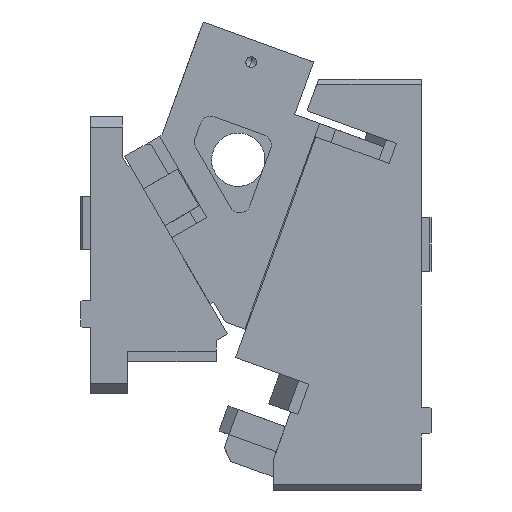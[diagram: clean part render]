
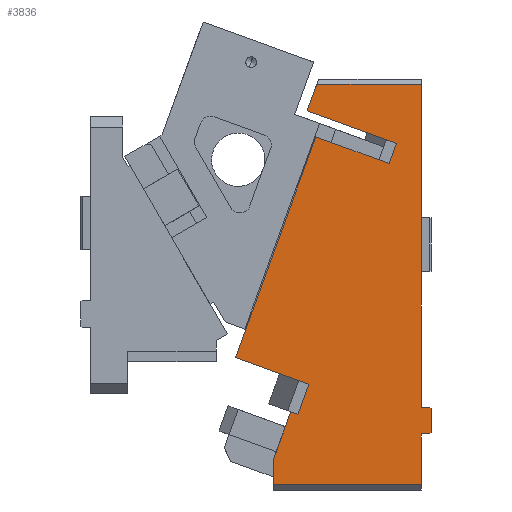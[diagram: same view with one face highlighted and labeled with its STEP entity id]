
A CAD part, left-side view. The second image highlights one B-rep face of the part: STEP entity #3836.
In plain terms, the highlighted planar face has unit normal (-1, 0, 0).
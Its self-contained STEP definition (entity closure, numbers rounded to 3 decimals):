
#215=CARTESIAN_POINT('Vertex',(-55.,-13.785,-391.927)) ;
#218=CARTESIAN_POINT('Line Origine',(-55.,-22.091,-369.103)) ;
#222=CARTESIAN_POINT('Vertex',(-55.,-30.398,-346.28)) ;
#508=CARTESIAN_POINT('Vertex',(-55.,-13.785,-414.648)) ;
#511=CARTESIAN_POINT('Line Origine',(-55.,-13.785,-403.287)) ;
#787=CARTESIAN_POINT('Line Origine',(-55.,-33.687,-347.477)) ;
#791=CARTESIAN_POINT('Vertex',(-55.,-36.976,-348.674)) ;
#991=CARTESIAN_POINT('Line Origine',(-55.,-83.285,-414.648)) ;
#995=CARTESIAN_POINT('Vertex',(-55.,-152.785,-414.648)) ;
#1349=CARTESIAN_POINT('Vertex',(-55.,-152.785,-367.148)) ;
#1352=CARTESIAN_POINT('Line Origine',(-55.,-152.785,-390.898)) ;
#1566=CARTESIAN_POINT('Vertex',(-55.,-152.785,-39.648)) ;
#1569=CARTESIAN_POINT('Line Origine',(-55.,-152.785,-190.898)) ;
#1573=CARTESIAN_POINT('Vertex',(-55.,-152.785,-342.148)) ;
#1970=CARTESIAN_POINT('Vertex',(-55.,-45.689,-64.517)) ;
#1975=CARTESIAN_POINT('Line Origine',(-55.,-50.215,-52.083)) ;
#1979=CARTESIAN_POINT('Vertex',(-55.,-54.741,-39.648)) ;
#2227=CARTESIAN_POINT('Vertex',(-55.,-129.322,-94.957)) ;
#2230=CARTESIAN_POINT('Line Origine',(-55.,-87.505,-79.737)) ;
#2414=CARTESIAN_POINT('Line Origine',(-55.,-125.902,-104.354)) ;
#2418=CARTESIAN_POINT('Vertex',(-55.,-122.481,-113.751)) ;
#2421=CARTESIAN_POINT('Line Origine',(-55.,-42.107,-334.579)) ;
#2425=CARTESIAN_POINT('Vertex',(-55.,-47.237,-320.483)) ;
#2483=CARTESIAN_POINT('Vertex',(-55.,-53.884,-88.784)) ;
#2486=CARTESIAN_POINT('Line Origine',(-55.,-88.183,-101.267)) ;
#2500=CARTESIAN_POINT('Line Origine',(-55.,-16.262,-192.15)) ;
#2504=CARTESIAN_POINT('Vertex',(-55.,21.361,-295.516)) ;
#2526=CARTESIAN_POINT('Line Origine',(-55.,-12.938,-308.)) ;
#2569=CARTESIAN_POINT('Line Origine',(-55.,-103.763,-39.648)) ;
#3682=CARTESIAN_POINT('Line Origine',(-55.,-156.785,-342.148)) ;
#3686=CARTESIAN_POINT('Vertex',(-55.,-160.785,-342.148)) ;
#3712=CARTESIAN_POINT('Vertex',(-55.,-161.785,-343.148)) ;
#3720=CARTESIAN_POINT('Line Origine',(-55.,-161.285,-342.648)) ;
#3732=CARTESIAN_POINT('Line Origine',(-55.,-156.785,-367.148)) ;
#3736=CARTESIAN_POINT('Vertex',(-55.,-160.785,-367.148)) ;
#3786=CARTESIAN_POINT('Line Origine',(-55.,-161.785,-354.648)) ;
#3790=CARTESIAN_POINT('Vertex',(-55.,-161.785,-366.148)) ;
#3805=CARTESIAN_POINT('Axis2P3D Location',(-55.,24.066,-342.419)) ;
#3810=CARTESIAN_POINT('Line Origine',(-55.,-161.285,-366.648)) ;
#219=DIRECTION('Vector Direction',(0.,-0.342,0.94)) ;
#512=DIRECTION('Vector Direction',(0.,0.,-1.)) ;
#788=DIRECTION('Vector Direction',(0.,-0.94,-0.342)) ;
#992=DIRECTION('Vector Direction',(0.,-1.,0.)) ;
#1353=DIRECTION('Vector Direction',(0.,0.,-1.)) ;
#1570=DIRECTION('Vector Direction',(0.,0.,-1.)) ;
#1976=DIRECTION('Vector Direction',(0.,-0.342,0.94)) ;
#2231=DIRECTION('Vector Direction',(0.,-0.94,-0.342)) ;
#2415=DIRECTION('Vector Direction',(0.,-0.342,0.94)) ;
#2422=DIRECTION('Vector Direction',(0.,-0.342,0.94)) ;
#2487=DIRECTION('Vector Direction',(0.,0.94,0.342)) ;
#2501=DIRECTION('Vector Direction',(0.,0.342,-0.94)) ;
#2527=DIRECTION('Vector Direction',(0.,0.94,0.342)) ;
#2570=DIRECTION('Vector Direction',(0.,1.,0.)) ;
#3683=DIRECTION('Vector Direction',(0.,-1.,0.)) ;
#3721=DIRECTION('Vector Direction',(0.,-0.707,-0.707)) ;
#3733=DIRECTION('Vector Direction',(0.,-1.,0.)) ;
#3787=DIRECTION('Vector Direction',(0.,0.,1.)) ;
#3806=DIRECTION('Axis2P3D Direction',(-1.,0.,0.)) ;
#3807=DIRECTION('Axis2P3D XDirection',(0.,0.,1.)) ;
#3811=DIRECTION('Vector Direction',(0.,0.707,-0.707)) ;
#3808=AXIS2_PLACEMENT_3D('Plane Axis2P3D',#3805,#3806,#3807) ;
#3816=ORIENTED_EDGE('',*,*,#3792,.F.) ;
#3817=ORIENTED_EDGE('',*,*,#3724,.F.) ;
#3818=ORIENTED_EDGE('',*,*,#3688,.F.) ;
#3819=ORIENTED_EDGE('',*,*,#1575,.F.) ;
#3820=ORIENTED_EDGE('',*,*,#2573,.T.) ;
#3821=ORIENTED_EDGE('',*,*,#1981,.F.) ;
#3822=ORIENTED_EDGE('',*,*,#2234,.T.) ;
#3823=ORIENTED_EDGE('',*,*,#2420,.F.) ;
#3824=ORIENTED_EDGE('',*,*,#2490,.T.) ;
#3825=ORIENTED_EDGE('',*,*,#2506,.T.) ;
#3826=ORIENTED_EDGE('',*,*,#2530,.F.) ;
#3827=ORIENTED_EDGE('',*,*,#2427,.F.) ;
#3828=ORIENTED_EDGE('',*,*,#793,.F.) ;
#3829=ORIENTED_EDGE('',*,*,#224,.F.) ;
#3830=ORIENTED_EDGE('',*,*,#515,.T.) ;
#3831=ORIENTED_EDGE('',*,*,#997,.T.) ;
#3832=ORIENTED_EDGE('',*,*,#1356,.F.) ;
#3833=ORIENTED_EDGE('',*,*,#3738,.T.) ;
#3834=ORIENTED_EDGE('',*,*,#3814,.F.) ;
#220=VECTOR('Line Direction',#219,1.) ;
#513=VECTOR('Line Direction',#512,1.) ;
#789=VECTOR('Line Direction',#788,1.) ;
#993=VECTOR('Line Direction',#992,1.) ;
#1354=VECTOR('Line Direction',#1353,1.) ;
#1571=VECTOR('Line Direction',#1570,1.) ;
#1977=VECTOR('Line Direction',#1976,1.) ;
#2232=VECTOR('Line Direction',#2231,1.) ;
#2416=VECTOR('Line Direction',#2415,1.) ;
#2423=VECTOR('Line Direction',#2422,1.) ;
#2488=VECTOR('Line Direction',#2487,1.) ;
#2502=VECTOR('Line Direction',#2501,1.) ;
#2528=VECTOR('Line Direction',#2527,1.) ;
#2571=VECTOR('Line Direction',#2570,1.) ;
#3684=VECTOR('Line Direction',#3683,1.) ;
#3722=VECTOR('Line Direction',#3721,1.) ;
#3734=VECTOR('Line Direction',#3733,1.) ;
#3788=VECTOR('Line Direction',#3787,1.) ;
#3812=VECTOR('Line Direction',#3811,1.) ;
#3836=ADVANCED_FACE('CAM HOLDER',(#3835),#3809,.T.) ;
#224=EDGE_CURVE('',#216,#223,#221,.T.) ;
#515=EDGE_CURVE('',#216,#509,#514,.T.) ;
#793=EDGE_CURVE('',#223,#792,#790,.T.) ;
#997=EDGE_CURVE('',#509,#996,#994,.T.) ;
#1356=EDGE_CURVE('',#1350,#996,#1355,.T.) ;
#1575=EDGE_CURVE('',#1567,#1574,#1572,.T.) ;
#1981=EDGE_CURVE('',#1971,#1980,#1978,.T.) ;
#2234=EDGE_CURVE('',#1971,#2228,#2233,.T.) ;
#2420=EDGE_CURVE('',#2419,#2228,#2417,.T.) ;
#2427=EDGE_CURVE('',#792,#2426,#2424,.T.) ;
#2490=EDGE_CURVE('',#2419,#2484,#2489,.T.) ;
#2506=EDGE_CURVE('',#2484,#2505,#2503,.T.) ;
#2530=EDGE_CURVE('',#2426,#2505,#2529,.T.) ;
#2573=EDGE_CURVE('',#1567,#1980,#2572,.T.) ;
#3688=EDGE_CURVE('',#1574,#3687,#3685,.T.) ;
#3724=EDGE_CURVE('',#3687,#3713,#3723,.T.) ;
#3738=EDGE_CURVE('',#1350,#3737,#3735,.T.) ;
#3792=EDGE_CURVE('',#3713,#3791,#3789,.F.) ;
#3814=EDGE_CURVE('',#3791,#3737,#3813,.T.) ;
#3815=EDGE_LOOP('',(#3816,#3817,#3818,#3819,#3820,#3821,#3822,#3823,#3824,#3825,#3826,#3827,#3828,#3829,#3830,#3831,#3832,#3833,#3834)) ;
#3835=FACE_OUTER_BOUND('',#3815,.T.) ;
#221=LINE('Line',#218,#220) ;
#514=LINE('Line',#511,#513) ;
#790=LINE('Line',#787,#789) ;
#994=LINE('Line',#991,#993) ;
#1355=LINE('Line',#1352,#1354) ;
#1572=LINE('Line',#1569,#1571) ;
#1978=LINE('Line',#1975,#1977) ;
#2233=LINE('Line',#2230,#2232) ;
#2417=LINE('Line',#2414,#2416) ;
#2424=LINE('Line',#2421,#2423) ;
#2489=LINE('Line',#2486,#2488) ;
#2503=LINE('Line',#2500,#2502) ;
#2529=LINE('Line',#2526,#2528) ;
#2572=LINE('Line',#2569,#2571) ;
#3685=LINE('Line',#3682,#3684) ;
#3723=LINE('Line',#3720,#3722) ;
#3735=LINE('Line',#3732,#3734) ;
#3789=LINE('Line',#3786,#3788) ;
#3813=LINE('Line',#3810,#3812) ;
#3809=PLANE('Plane',#3808) ;
#216=VERTEX_POINT('',#215) ;
#223=VERTEX_POINT('',#222) ;
#509=VERTEX_POINT('',#508) ;
#792=VERTEX_POINT('',#791) ;
#996=VERTEX_POINT('',#995) ;
#1350=VERTEX_POINT('',#1349) ;
#1567=VERTEX_POINT('',#1566) ;
#1574=VERTEX_POINT('',#1573) ;
#1971=VERTEX_POINT('',#1970) ;
#1980=VERTEX_POINT('',#1979) ;
#2228=VERTEX_POINT('',#2227) ;
#2419=VERTEX_POINT('',#2418) ;
#2426=VERTEX_POINT('',#2425) ;
#2484=VERTEX_POINT('',#2483) ;
#2505=VERTEX_POINT('',#2504) ;
#3687=VERTEX_POINT('',#3686) ;
#3713=VERTEX_POINT('',#3712) ;
#3737=VERTEX_POINT('',#3736) ;
#3791=VERTEX_POINT('',#3790) ;
